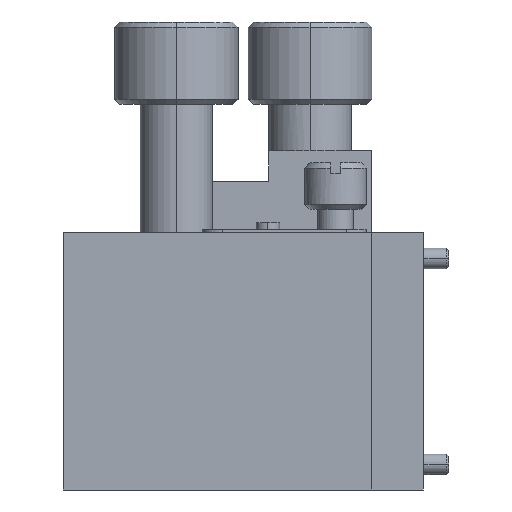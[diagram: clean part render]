
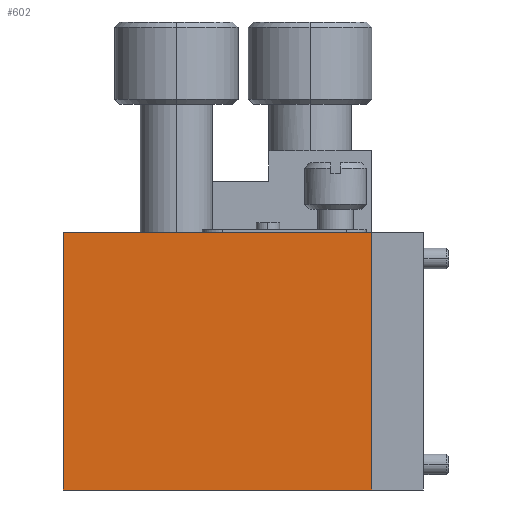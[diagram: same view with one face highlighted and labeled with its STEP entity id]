
A CAD part, left-side view. The second image highlights one B-rep face of the part: STEP entity #602.
In plain terms, the highlighted planar face has unit normal (-1, 0, 0).
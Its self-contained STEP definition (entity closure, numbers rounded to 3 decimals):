
#602 = ADVANCED_FACE( '', ( #1115 ), #1116, .T. );
#1115 = FACE_OUTER_BOUND( '', #1890, .T. );
#1116 = PLANE( '', #1891 );
#1890 = EDGE_LOOP( '', ( #3471, #3472, #3473, #3474 ) );
#1891 = AXIS2_PLACEMENT_3D( '', #3475, #3476, #3477 );
#3471 = ORIENTED_EDGE( '', *, *, #5459, .T. );
#3472 = ORIENTED_EDGE( '', *, *, #5460, .F. );
#3473 = ORIENTED_EDGE( '', *, *, #5461, .T. );
#3474 = ORIENTED_EDGE( '', *, *, #5462, .T. );
#3475 = CARTESIAN_POINT( '', ( -12.5, 5., 0. ) );
#3476 = DIRECTION( '', ( -1., 0., 0. ) );
#3477 = DIRECTION( '', ( 0., -1., 0. ) );
#5459 = EDGE_CURVE( '', #6513, #6514, #6515, .T. );
#5460 = EDGE_CURVE( '', #6516, #6514, #6517, .T. );
#5461 = EDGE_CURVE( '', #6516, #6518, #6519, .T. );
#5462 = EDGE_CURVE( '', #6518, #6513, #6520, .T. );
#6513 = VERTEX_POINT( '', #8119 );
#6514 = VERTEX_POINT( '', #8120 );
#6515 = LINE( '', #8121, #8122 );
#6516 = VERTEX_POINT( '', #8123 );
#6517 = LINE( '', #8124, #8125 );
#6518 = VERTEX_POINT( '', #8126 );
#6519 = LINE( '', #8127, #8128 );
#6520 = LINE( '', #8129, #8130 );
#8119 = CARTESIAN_POINT( '', ( -12.5, 5., 25. ) );
#8120 = CARTESIAN_POINT( '', ( -12.5, 35., 25. ) );
#8121 = CARTESIAN_POINT( '', ( -12.5, 35., 25. ) );
#8122 = VECTOR( '', #9924, 1. );
#8123 = CARTESIAN_POINT( '', ( -12.5, 35., 0. ) );
#8124 = CARTESIAN_POINT( '', ( -12.5, 35., 0. ) );
#8125 = VECTOR( '', #9925, 1. );
#8126 = CARTESIAN_POINT( '', ( -12.5, 5., 0. ) );
#8127 = CARTESIAN_POINT( '', ( -12.5, 35., 0. ) );
#8128 = VECTOR( '', #9926, 1. );
#8129 = CARTESIAN_POINT( '', ( -12.5, 5., 0. ) );
#8130 = VECTOR( '', #9927, 1. );
#9924 = DIRECTION( '', ( 0., 1., 0. ) );
#9925 = DIRECTION( '', ( 0., 0., 1. ) );
#9926 = DIRECTION( '', ( 0., -1., 0. ) );
#9927 = DIRECTION( '', ( 0., 0., 1. ) );
